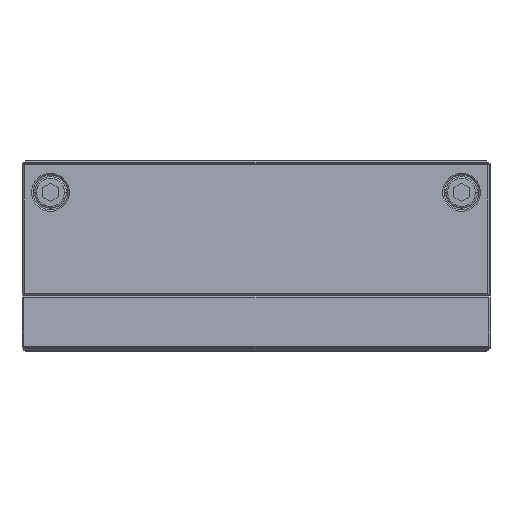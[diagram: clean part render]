
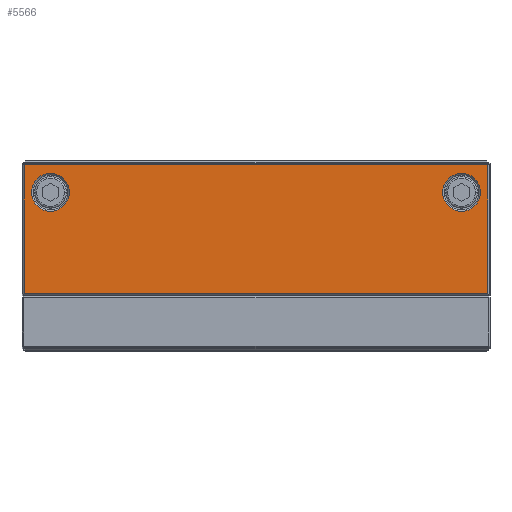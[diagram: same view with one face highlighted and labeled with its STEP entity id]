
A CAD part, top view. The second image highlights one B-rep face of the part: STEP entity #5566.
In plain terms, the highlighted planar face has unit normal (0, 0, 1).
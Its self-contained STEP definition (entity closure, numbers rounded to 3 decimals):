
#4561=FACE_BOUND('',#7619,.T.);
#4562=FACE_BOUND('',#7620,.T.);
#4563=FACE_BOUND('',#7621,.T.);
#4741=PLANE('',#22556);
#5566=ADVANCED_FACE('',(#4561,#4562,#4563),#4741,.T.);
#7619=EDGE_LOOP('',(#12867,#12868,#12869,#12870));
#7620=EDGE_LOOP('',(#12871,#12872));
#7621=EDGE_LOOP('',(#12873,#12874));
#8785=LINE('',#27983,#10776);
#8786=LINE('',#27986,#10777);
#8787=LINE('',#27988,#10778);
#8788=LINE('',#27990,#10779);
#10776=VECTOR('',#23784,1.);
#10777=VECTOR('',#23785,1.);
#10778=VECTOR('',#23786,1.);
#10779=VECTOR('',#23787,1.);
#12867=ORIENTED_EDGE('',*,*,#19709,.T.);
#12868=ORIENTED_EDGE('',*,*,#19710,.T.);
#12869=ORIENTED_EDGE('',*,*,#19711,.T.);
#12870=ORIENTED_EDGE('',*,*,#19712,.T.);
#12871=ORIENTED_EDGE('',*,*,#19627,.T.);
#12872=ORIENTED_EDGE('',*,*,#19708,.T.);
#12873=ORIENTED_EDGE('',*,*,#19631,.T.);
#12874=ORIENTED_EDGE('',*,*,#19707,.T.);
#17931=VERTEX_POINT('',#27812);
#17932=VERTEX_POINT('',#27814);
#17935=VERTEX_POINT('',#27821);
#17936=VERTEX_POINT('',#27823);
#17985=VERTEX_POINT('',#27984);
#17986=VERTEX_POINT('',#27985);
#17987=VERTEX_POINT('',#27987);
#17988=VERTEX_POINT('',#27989);
#19627=EDGE_CURVE('',#17932,#17931,#22235,.T.);
#19631=EDGE_CURVE('',#17936,#17935,#22237,.T.);
#19707=EDGE_CURVE('',#17935,#17936,#22260,.T.);
#19708=EDGE_CURVE('',#17931,#17932,#22261,.T.);
#19709=EDGE_CURVE('',#17985,#17986,#8785,.T.);
#19710=EDGE_CURVE('',#17986,#17987,#8786,.T.);
#19711=EDGE_CURVE('',#17987,#17988,#8787,.T.);
#19712=EDGE_CURVE('',#17988,#17985,#8788,.T.);
#22235=CIRCLE('',#22494,6.);
#22237=CIRCLE('',#22497,6.);
#22260=CIRCLE('',#22552,6.);
#22261=CIRCLE('',#22554,6.);
#22494=AXIS2_PLACEMENT_3D('',#27813,#23605,#23606);
#22497=AXIS2_PLACEMENT_3D('',#27822,#23613,#23614);
#22552=AXIS2_PLACEMENT_3D('',#27979,#23776,#23777);
#22554=AXIS2_PLACEMENT_3D('',#27981,#23780,#23781);
#22556=AXIS2_PLACEMENT_3D('',#27991,#23788,#23789);
#23605=DIRECTION('',(0.,0.,-1.));
#23606=DIRECTION('',(1.,0.,0.));
#23613=DIRECTION('',(0.,0.,-1.));
#23614=DIRECTION('',(1.,0.,0.));
#23776=DIRECTION('',(0.,0.,-1.));
#23777=DIRECTION('',(1.,0.,0.));
#23780=DIRECTION('',(0.,0.,-1.));
#23781=DIRECTION('',(1.,0.,0.));
#23784=DIRECTION('',(0.,-1.,0.));
#23785=DIRECTION('',(1.,0.,0.));
#23786=DIRECTION('',(0.,1.,0.));
#23787=DIRECTION('',(-1.,0.,0.));
#23788=DIRECTION('',(0.,0.,1.));
#23789=DIRECTION('',(-1.,0.,0.));
#27812=CARTESIAN_POINT('',(59.,49.85,164.5));
#27813=CARTESIAN_POINT('',(65.,49.85,164.5));
#27814=CARTESIAN_POINT('',(71.,49.85,164.5));
#27821=CARTESIAN_POINT('',(-71.,49.85,164.5));
#27822=CARTESIAN_POINT('',(-65.,49.85,164.5));
#27823=CARTESIAN_POINT('',(-59.,49.85,164.5));
#27979=CARTESIAN_POINT('',(-65.,49.85,164.5));
#27981=CARTESIAN_POINT('',(65.,49.85,164.5));
#27983=CARTESIAN_POINT('',(-73.25,17.85,164.5));
#27984=CARTESIAN_POINT('',(-73.25,58.55,164.5));
#27985=CARTESIAN_POINT('',(-73.25,17.85,164.5));
#27986=CARTESIAN_POINT('',(73.25,17.85,164.5));
#27987=CARTESIAN_POINT('',(73.25,17.85,164.5));
#27988=CARTESIAN_POINT('',(73.25,58.55,164.5));
#27989=CARTESIAN_POINT('',(73.25,58.55,164.5));
#27990=CARTESIAN_POINT('',(-73.25,58.55,164.5));
#27991=CARTESIAN_POINT('',(-73.75,17.35,164.5));
